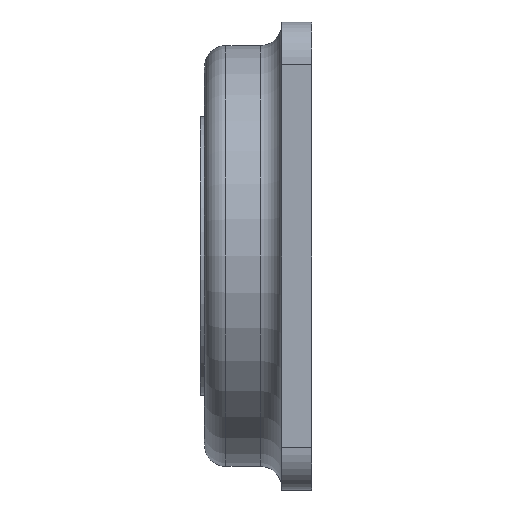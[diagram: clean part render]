
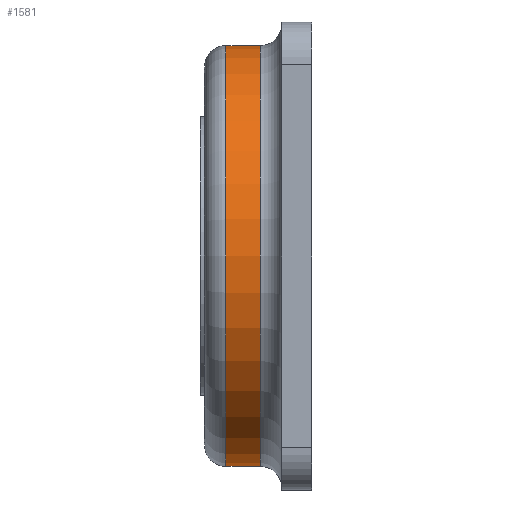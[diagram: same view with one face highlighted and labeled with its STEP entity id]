
A CAD part, left-side view. The second image highlights one B-rep face of the part: STEP entity #1581.
In plain terms, the highlighted cylindrical face has radius 49 mm (diameter 98 mm), a partial arc.
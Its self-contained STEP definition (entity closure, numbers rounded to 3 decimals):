
#57 = DIRECTION ( 'NONE',  ( 0., -1., 0. ) ) ;
#64 = VERTEX_POINT ( 'NONE', #1162 ) ;
#155 = DIRECTION ( 'NONE',  ( 0., 0., 1. ) ) ;
#159 = EDGE_CURVE ( 'NONE', #64, #998, #635, .T. ) ;
#253 = EDGE_CURVE ( 'NONE', #1655, #1594, #1110, .T. ) ;
#300 = AXIS2_PLACEMENT_3D ( 'NONE', #668, #1329, #155 ) ;
#453 = CARTESIAN_POINT ( 'NONE',  ( 0., 12., 49. ) ) ;
#471 = DIRECTION ( 'NONE',  ( 0., -1., 0. ) ) ;
#491 = CARTESIAN_POINT ( 'NONE',  ( 0., 20., 49. ) ) ;
#492 = EDGE_CURVE ( 'NONE', #1655, #998, #1109, .T. ) ;
#594 = ORIENTED_EDGE ( 'NONE', *, *, #253, .T. ) ;
#625 = ORIENTED_EDGE ( 'NONE', *, *, #721, .T. ) ;
#635 = CIRCLE ( 'NONE', #1690, 49. ) ;
#668 = CARTESIAN_POINT ( 'NONE',  ( 0., 20., 0. ) ) ;
#721 = EDGE_CURVE ( 'NONE', #1594, #64, #1687, .T. ) ;
#747 = FACE_OUTER_BOUND ( 'NONE', #1532, .T. ) ;
#834 = CARTESIAN_POINT ( 'NONE',  ( 0., 25., 0. ) ) ;
#898 = ORIENTED_EDGE ( 'NONE', *, *, #492, .F. ) ;
#998 = VERTEX_POINT ( 'NONE', #453 ) ;
#1061 = DIRECTION ( 'NONE',  ( 0., 0., -1. ) ) ;
#1109 = LINE ( 'NONE', #1258, #1151 ) ;
#1110 = CIRCLE ( 'NONE', #300, 49. ) ;
#1123 = ORIENTED_EDGE ( 'NONE', *, *, #159, .T. ) ;
#1151 = VECTOR ( 'NONE', #471, 1000. ) ;
#1162 = CARTESIAN_POINT ( 'NONE',  ( 0., 12., -49. ) ) ;
#1176 = DIRECTION ( 'NONE',  ( 0., 1., 0. ) ) ;
#1218 = DIRECTION ( 'NONE',  ( 0., 0., -1. ) ) ;
#1241 = CARTESIAN_POINT ( 'NONE',  ( 0., 20., -49. ) ) ;
#1258 = CARTESIAN_POINT ( 'NONE',  ( 0., 25., 49. ) ) ;
#1321 = VECTOR ( 'NONE', #1643, 1000. ) ;
#1329 = DIRECTION ( 'NONE',  ( 0., -1., 0. ) ) ;
#1385 = CARTESIAN_POINT ( 'NONE',  ( 0., 25., -49. ) ) ;
#1423 = CYLINDRICAL_SURFACE ( 'NONE', #1629, 49. ) ;
#1458 = CARTESIAN_POINT ( 'NONE',  ( 0., 12., 0. ) ) ;
#1532 = EDGE_LOOP ( 'NONE', ( #898, #594, #625, #1123 ) ) ;
#1581 = ADVANCED_FACE ( 'NONE', ( #747 ), #1423, .T. ) ;
#1594 = VERTEX_POINT ( 'NONE', #1241 ) ;
#1629 = AXIS2_PLACEMENT_3D ( 'NONE', #834, #57, #1218 ) ;
#1643 = DIRECTION ( 'NONE',  ( 0., -1., 0. ) ) ;
#1655 = VERTEX_POINT ( 'NONE', #491 ) ;
#1687 = LINE ( 'NONE', #1385, #1321 ) ;
#1690 = AXIS2_PLACEMENT_3D ( 'NONE', #1458, #1176, #1061 ) ;
